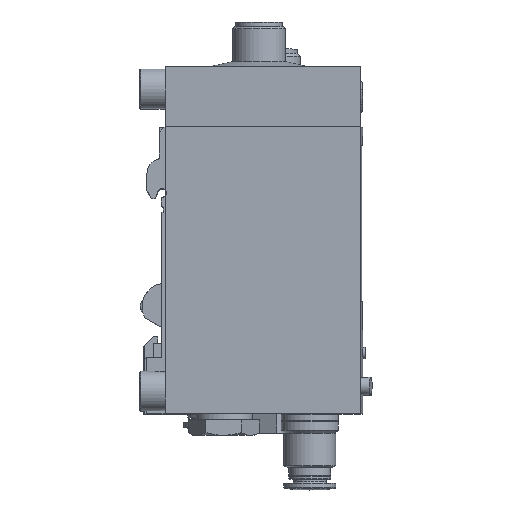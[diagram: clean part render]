
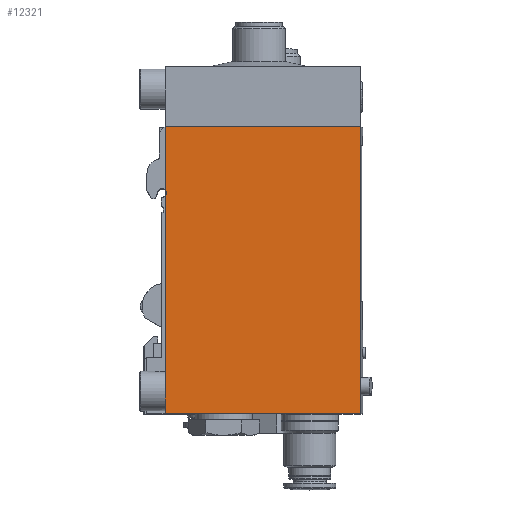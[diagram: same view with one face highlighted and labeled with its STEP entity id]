
A CAD part, top view. The second image highlights one B-rep face of the part: STEP entity #12321.
In plain terms, the highlighted face is planar.
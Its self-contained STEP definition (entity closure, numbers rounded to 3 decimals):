
#168=B_SPLINE_CURVE_WITH_KNOTS('',3,(#17283,#17284,#17285,#17286),
 .UNSPECIFIED.,.F.,.F.,(4,4),(0.,1.),.UNSPECIFIED.);
#291=CIRCLE('',#12956,1.);
#1231=ORIENTED_EDGE('',*,*,#3578,.F.);
#1232=ORIENTED_EDGE('',*,*,#3466,.F.);
#1233=ORIENTED_EDGE('',*,*,#3579,.F.);
#1234=ORIENTED_EDGE('',*,*,#3580,.F.);
#1235=ORIENTED_EDGE('',*,*,#3581,.F.);
#1236=ORIENTED_EDGE('',*,*,#3454,.T.);
#3454=EDGE_CURVE('',#4633,#4632,#291,.T.);
#3466=EDGE_CURVE('',#4642,#4643,#5514,.T.);
#3578=EDGE_CURVE('',#4643,#4632,#5605,.T.);
#3579=EDGE_CURVE('',#4716,#4642,#5606,.T.);
#3580=EDGE_CURVE('',#4717,#4716,#168,.F.);
#3581=EDGE_CURVE('',#4633,#4717,#5607,.T.);
#4632=VERTEX_POINT('',#17043);
#4633=VERTEX_POINT('',#17045);
#4642=VERTEX_POINT('',#17066);
#4643=VERTEX_POINT('',#17068);
#4716=VERTEX_POINT('',#17282);
#4717=VERTEX_POINT('',#17287);
#5514=LINE('',#17067,#6267);
#5605=LINE('',#17280,#6358);
#5606=LINE('',#17281,#6359);
#5607=LINE('',#17288,#6360);
#6267=VECTOR('',#14242,1000.);
#6358=VECTOR('',#14423,1000.);
#6359=VECTOR('',#14424,1000.);
#6360=VECTOR('',#14425,1000.);
#6933=EDGE_LOOP('',(#1231,#1232,#1233,#1234,#1235,#1236));
#7764=FACE_BOUND('',#6933,.T.);
#8560=PLANE('',#13007);
#12321=ADVANCED_FACE('',(#7764),#8560,.F.);
#12956=AXIS2_PLACEMENT_3D('',#17044,#14222,#14223);
#13007=AXIS2_PLACEMENT_3D('',#17279,#14421,#14422);
#14222=DIRECTION('',(1.,0.,0.));
#14223=DIRECTION('',(0.,0.,-1.));
#14242=DIRECTION('',(0.,0.,-1.));
#14421=DIRECTION('',(1.,0.,0.));
#14422=DIRECTION('',(0.,0.,-1.));
#14423=DIRECTION('',(0.,1.,0.));
#14424=DIRECTION('',(0.,-1.,0.));
#14425=DIRECTION('',(0.,1.,0.));
#17043=CARTESIAN_POINT('',(-47.5,9.936,-43.));
#17044=CARTESIAN_POINT('',(-47.5,10.65,-43.7));
#17045=CARTESIAN_POINT('',(-47.5,11.364,-43.));
#17066=CARTESIAN_POINT('',(-47.5,-39.25,1.3));
#17067=CARTESIAN_POINT('',(-47.5,-39.25,1.3));
#17068=CARTESIAN_POINT('',(-47.5,-39.25,-43.));
#17279=CARTESIAN_POINT('',(-47.5,10.65,-43.7));
#17280=CARTESIAN_POINT('',(-47.5,10.65,-43.));
#17281=CARTESIAN_POINT('',(-47.5,25.75,1.3));
#17282=CARTESIAN_POINT('',(-47.5,25.75,1.3));
#17283=CARTESIAN_POINT('',(-47.5,25.75,1.3));
#17284=CARTESIAN_POINT('',(-47.5,25.75,-13.467));
#17285=CARTESIAN_POINT('',(-47.5,25.75,-28.233));
#17286=CARTESIAN_POINT('',(-47.5,25.75,-43.));
#17287=CARTESIAN_POINT('',(-47.5,25.75,-43.));
#17288=CARTESIAN_POINT('',(-47.5,10.65,-43.));
